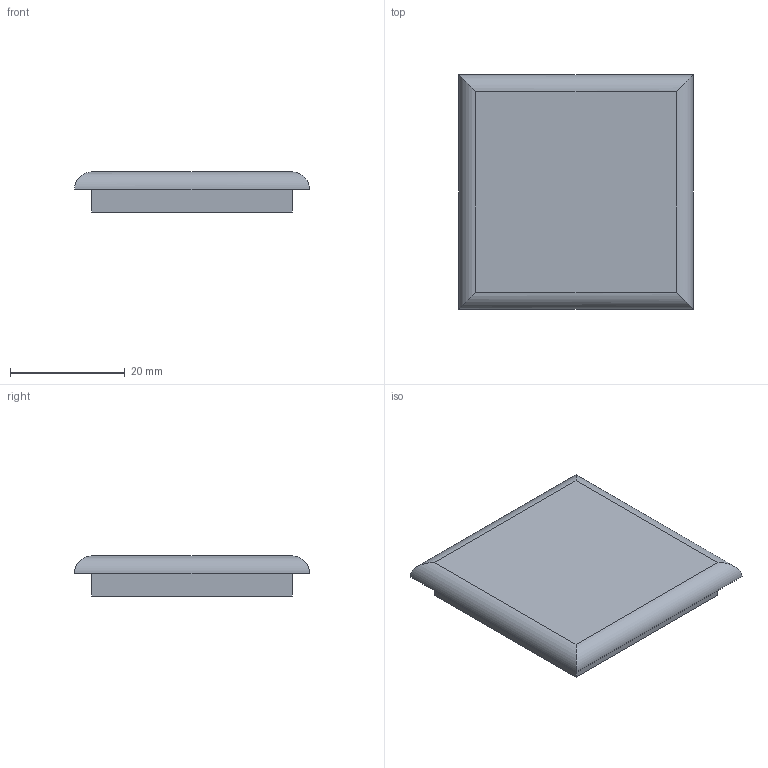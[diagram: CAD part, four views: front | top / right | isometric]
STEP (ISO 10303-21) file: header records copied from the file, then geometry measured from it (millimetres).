
FILE_DESCRIPTION (( 'STEP AP214' ), '1' );
FILE_NAME ('T461-409.STEP', '2025-02-11T16:24:41', ( '' ), ( '' ), 'SwSTEP 2.0', 'SolidWorks 2024', '' );
FILE_SCHEMA (( 'AUTOMOTIVE_DESIGN' ));
Length unit declared in the file: millimetre
Products named in the file (1): T461-409
Bounding box: 41 x 41 x 7 mm (x, y, z)
Volume: 5540.6 mm3; surface area: 4709.7 mm2
Topology: 1 solids, 1 shells, 16 faces, 36 edges, 24 vertices
Faces by surface type: plane 12, cylinder 4
Entity records: 463 total; most frequent: CARTESIAN_POINT 89, ORIENTED_EDGE 72, DIRECTION 66, EDGE_CURVE 36, VECTOR 32, LINE 32, VERTEX_POINT 24, EDGE_LOOP 18
